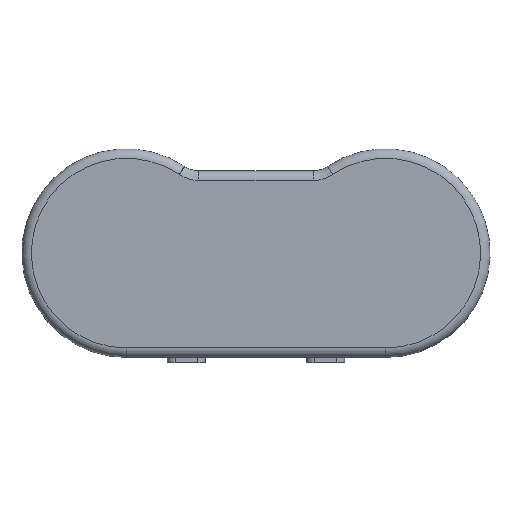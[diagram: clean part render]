
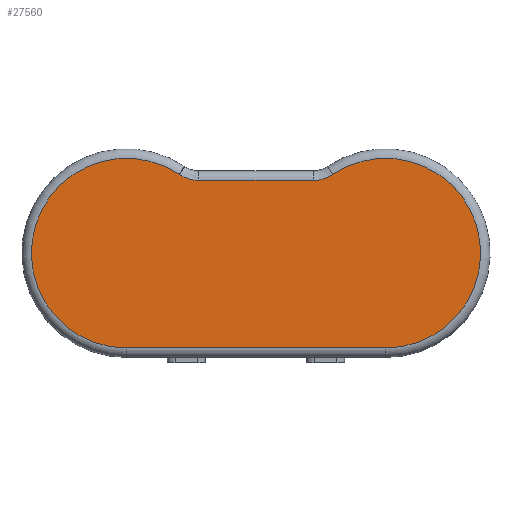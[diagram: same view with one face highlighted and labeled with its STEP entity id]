
A CAD part, front view. The second image highlights one B-rep face of the part: STEP entity #27560.
In plain terms, the highlighted planar face has unit normal (0, -1, 0).
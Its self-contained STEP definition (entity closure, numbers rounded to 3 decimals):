
#57=B_SPLINE_CURVE_WITH_KNOTS('',3,(#44753,#44754,#44755,#44756),
 .UNSPECIFIED.,.F.,.F.,(4,4),(-0.657,-0.001),
 .UNSPECIFIED.);
#59=B_SPLINE_CURVE_WITH_KNOTS('',3,(#44798,#44799,#44800,#44801),
 .UNSPECIFIED.,.F.,.F.,(4,4),(-7.549,-6.893),
 .UNSPECIFIED.);
#1209=CIRCLE('',#29812,29.971);
#1211=CIRCLE('',#29816,29.971);
#2954=FACE_OUTER_BOUND('',#4737,.T.);
#4737=EDGE_LOOP('',(#23950,#23951,#23952,#23953,#23954,#23955));
#7649=LINE('',#44761,#10696);
#7651=LINE('',#44816,#10698);
#10696=VECTOR('',#36593,10.);
#10698=VECTOR('',#36607,10.);
#13272=VERTEX_POINT('',#44696);
#13274=VERTEX_POINT('',#44751);
#13276=VERTEX_POINT('',#44759);
#13278=VERTEX_POINT('',#44784);
#13280=VERTEX_POINT('',#44809);
#13282=VERTEX_POINT('',#44814);
#16894=EDGE_CURVE('',#13274,#13272,#57,.T.);
#16896=EDGE_CURVE('',#13276,#13274,#7649,.T.);
#16899=EDGE_CURVE('',#13278,#13276,#59,.T.);
#16903=EDGE_CURVE('',#13280,#13278,#1209,.T.);
#16905=EDGE_CURVE('',#13282,#13280,#7651,.T.);
#16907=EDGE_CURVE('',#13272,#13282,#1211,.T.);
#23950=ORIENTED_EDGE('',*,*,#16894,.F.);
#23951=ORIENTED_EDGE('',*,*,#16896,.F.);
#23952=ORIENTED_EDGE('',*,*,#16899,.F.);
#23953=ORIENTED_EDGE('',*,*,#16903,.F.);
#23954=ORIENTED_EDGE('',*,*,#16905,.F.);
#23955=ORIENTED_EDGE('',*,*,#16907,.F.);
#26103=PLANE('',#29819);
#27560=ADVANCED_FACE('',(#2954),#26103,.F.);
#29812=AXIS2_PLACEMENT_3D('',#44811,#36601,#36602);
#29816=AXIS2_PLACEMENT_3D('',#44819,#36611,#36612);
#29819=AXIS2_PLACEMENT_3D('',#44879,#36620,#36621);
#36593=DIRECTION('',(1.,0.,0.));
#36601=DIRECTION('center_axis',(0.,1.,0.));
#36602=DIRECTION('ref_axis',(-0.956,0.,0.292));
#36607=DIRECTION('',(-1.,0.,0.));
#36611=DIRECTION('center_axis',(0.,1.,0.));
#36612=DIRECTION('ref_axis',(0.956,0.,0.292));
#36620=DIRECTION('center_axis',(0.,1.,0.));
#36621=DIRECTION('ref_axis',(0.,0.,1.));
#44696=CARTESIAN_POINT('',(24.267,-2.36,24.836));
#44751=CARTESIAN_POINT('',(18.087,-2.36,22.93));
#44753=CARTESIAN_POINT('Ctrl Pts',(18.087,-2.36,22.93));
#44754=CARTESIAN_POINT('Ctrl Pts',(20.275,-2.36,22.93));
#44755=CARTESIAN_POINT('Ctrl Pts',(22.459,-2.36,23.604));
#44756=CARTESIAN_POINT('Ctrl Pts',(24.267,-2.36,24.836));
#44759=CARTESIAN_POINT('',(-18.087,-2.36,22.93));
#44761=CARTESIAN_POINT('',(9.044,-2.36,22.93));
#44784=CARTESIAN_POINT('',(-24.267,-2.36,24.836));
#44798=CARTESIAN_POINT('Ctrl Pts',(-24.267,-2.36,24.836));
#44799=CARTESIAN_POINT('Ctrl Pts',(-22.459,-2.36,23.604));
#44800=CARTESIAN_POINT('Ctrl Pts',(-20.275,-2.36,22.93));
#44801=CARTESIAN_POINT('Ctrl Pts',(-18.087,-2.36,22.93));
#44809=CARTESIAN_POINT('',(-41.,-2.36,-30.));
#44811=CARTESIAN_POINT('Origin',(-41.,-2.36,-0.029));
#44814=CARTESIAN_POINT('',(41.,-2.36,-30.));
#44816=CARTESIAN_POINT('',(-20.5,-2.36,-30.));
#44819=CARTESIAN_POINT('Origin',(41.,-2.36,-0.029));
#44879=CARTESIAN_POINT('Origin',(0.,-2.36,-0.029));
